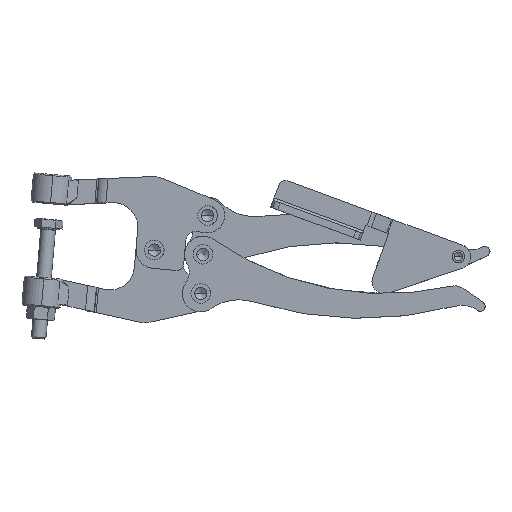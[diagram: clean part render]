
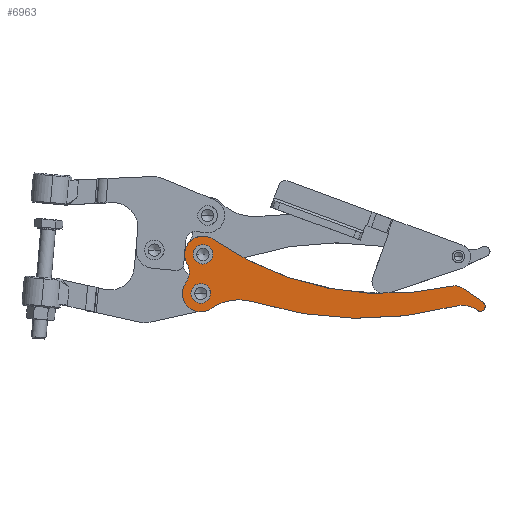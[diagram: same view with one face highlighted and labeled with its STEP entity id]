
A CAD part, top view. The second image highlights one B-rep face of the part: STEP entity #6963.
In plain terms, the highlighted planar face has unit normal (0, 0, 1).
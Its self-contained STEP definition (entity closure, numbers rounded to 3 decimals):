
#1240=CARTESIAN_POINT('',(-37.554,18.831,3.362));
#1241=VERTEX_POINT('',#1240);
#1250=CARTESIAN_POINT('',(-37.554,10.831,3.362));
#1251=VERTEX_POINT('',#1250);
#1252=CARTESIAN_POINT('',(-37.554,14.831,3.362));
#1253=DIRECTION('',(0.,0.,-1.0));
#1254=DIRECTION('',(0.981,-0.193,0.));
#1255=AXIS2_PLACEMENT_3D('',#1252,#1253,#1254);
#1256=CIRCLE('',#1255,4.0);
#1257=EDGE_CURVE('',#1251,#1241,#1256,.T.);
#1756=CARTESIAN_POINT('',(-38.452,2.848,3.362));
#1757=VERTEX_POINT('',#1756);
#1766=CARTESIAN_POINT('',(-38.452,-5.152,3.362));
#1767=VERTEX_POINT('',#1766);
#1768=CARTESIAN_POINT('',(-38.452,-1.152,3.362));
#1769=DIRECTION('',(0.,0.,-1.0));
#1770=DIRECTION('',(0.981,-0.193,0.));
#1771=AXIS2_PLACEMENT_3D('',#1768,#1769,#1770);
#1772=CIRCLE('',#1771,4.0);
#1773=EDGE_CURVE('',#1767,#1757,#1772,.T.);
#2288=CARTESIAN_POINT('',(77.182,-4.916,3.362));
#2289=VERTEX_POINT('',#2288);
#2305=CARTESIAN_POINT('',(77.105,-4.859,3.362));
#2306=VERTEX_POINT('',#2305);
#2313=CARTESIAN_POINT('',(75.96,-6.499,3.362));
#2314=DIRECTION('',(0.,0.,-1.));
#2315=DIRECTION('',(0.611,0.792,0.));
#2316=AXIS2_PLACEMENT_3D('',#2313,#2314,#2315);
#2317=CIRCLE('',#2316,2.0);
#2318=EDGE_CURVE('',#2306,#2289,#2317,.T.);
#3256=CARTESIAN_POINT('',(-45.025,15.485,3.362));
#3257=VERTEX_POINT('',#3256);
#6823=CARTESIAN_POINT('',(11.162,-0.323,3.362));
#6824=DIRECTION('',(0.0,0.0,1.0));
#6825=DIRECTION('',(0.996,-0.087,0.0));
#6826=AXIS2_PLACEMENT_3D('',#6823,#6824,#6825);
#6827=PLANE('',#6826);
#6828=ORIENTED_EDGE('',*,*,#2318,.F.);
#6829=CARTESIAN_POINT('',(68.906,0.866,3.362));
#6830=VERTEX_POINT('',#6829);
#6831=CARTESIAN_POINT('',(68.906,0.866,3.362));
#6832=DIRECTION('',(0.82,-0.573,0.));
#6833=VECTOR('',#6832,10.);
#6834=LINE('',#6831,#6833);
#6835=EDGE_CURVE('',#6830,#2306,#6834,.T.);
#6836=ORIENTED_EDGE('',*,*,#6835,.F.);
#6837=CARTESIAN_POINT('',(64.135,1.796,3.362));
#6838=VERTEX_POINT('',#6837);
#6839=CARTESIAN_POINT('',(65.471,-4.054,3.362));
#6840=DIRECTION('',(0.,0.,-1.));
#6841=DIRECTION('',(-0.573,-0.82,0.));
#6842=AXIS2_PLACEMENT_3D('',#6839,#6840,#6841);
#6843=CIRCLE('',#6842,6.);
#6844=EDGE_CURVE('',#6838,#6830,#6843,.T.);
#6845=ORIENTED_EDGE('',*,*,#6844,.F.);
#6846=CARTESIAN_POINT('',(-33.237,20.964,3.362));
#6847=VERTEX_POINT('',#6846);
#6848=CARTESIAN_POINT('',(36.976,120.734,3.362));
#6849=DIRECTION('',(0.,0.,1.0));
#6850=DIRECTION('',(-0.576,-0.818,0.));
#6851=AXIS2_PLACEMENT_3D('',#6848,#6849,#6850);
#6852=CIRCLE('',#6851,122.);
#6853=EDGE_CURVE('',#6847,#6838,#6852,.T.);
#6854=ORIENTED_EDGE('',*,*,#6853,.F.);
#6855=CARTESIAN_POINT('',(-37.554,14.831,3.362));
#6856=DIRECTION('',(0.,0.,-1.0));
#6857=DIRECTION('',(-0.576,-0.818,0.));
#6858=AXIS2_PLACEMENT_3D('',#6855,#6856,#6857);
#6859=CIRCLE('',#6858,7.5);
#6860=EDGE_CURVE('',#3257,#6847,#6859,.T.);
#6861=ORIENTED_EDGE('',*,*,#6860,.F.);
#6862=CARTESIAN_POINT('',(-44.111,11.191,3.362));
#6863=VERTEX_POINT('',#6862);
#6864=CARTESIAN_POINT('',(-37.554,14.831,3.362));
#6865=DIRECTION('',(0.,0.,-1.0));
#6866=DIRECTION('',(-0.576,-0.818,0.));
#6867=AXIS2_PLACEMENT_3D('',#6864,#6865,#6866);
#6868=CIRCLE('',#6867,7.5);
#6869=EDGE_CURVE('',#6863,#3257,#6868,.T.);
#6870=ORIENTED_EDGE('',*,*,#6869,.F.);
#6871=CARTESIAN_POINT('',(-44.561,3.2,3.362));
#6872=VERTEX_POINT('',#6871);
#6873=CARTESIAN_POINT('',(-50.669,7.552,3.362));
#6874=DIRECTION('',(0.,0.,1.));
#6875=DIRECTION('',(0.814,-0.58,0.));
#6876=AXIS2_PLACEMENT_3D('',#6873,#6874,#6875);
#6877=CIRCLE('',#6876,7.5);
#6878=EDGE_CURVE('',#6872,#6863,#6877,.T.);
#6879=ORIENTED_EDGE('',*,*,#6878,.F.);
#6880=CARTESIAN_POINT('',(-34.184,-7.319,3.362));
#6881=VERTEX_POINT('',#6880);
#6882=CARTESIAN_POINT('',(-38.452,-1.152,3.362));
#6883=DIRECTION('',(0.,0.,-1.0));
#6884=DIRECTION('',(0.814,-0.58,0.));
#6885=AXIS2_PLACEMENT_3D('',#6882,#6883,#6884);
#6886=CIRCLE('',#6885,7.5);
#6887=EDGE_CURVE('',#6881,#6872,#6886,.T.);
#6888=ORIENTED_EDGE('',*,*,#6887,.F.);
#6889=CARTESIAN_POINT('',(-16.883,-4.659,3.362));
#6890=VERTEX_POINT('',#6889);
#6891=CARTESIAN_POINT('',(-22.801,-23.763,3.362));
#6892=DIRECTION('',(0.,0.,1.0));
#6893=DIRECTION('',(0.296,0.955,0.));
#6894=AXIS2_PLACEMENT_3D('',#6891,#6892,#6893);
#6895=CIRCLE('',#6894,20.0);
#6896=EDGE_CURVE('',#6890,#6881,#6895,.T.);
#6897=ORIENTED_EDGE('',*,*,#6896,.F.);
#6898=CARTESIAN_POINT('',(66.059,-6.336,3.362));
#6899=VERTEX_POINT('',#6898);
#6900=CARTESIAN_POINT('',(27.502,138.624,3.362));
#6901=DIRECTION('',(0.,0.,-1.));
#6902=DIRECTION('',(0.296,0.955,0.));
#6903=AXIS2_PLACEMENT_3D('',#6900,#6901,#6902);
#6904=CIRCLE('',#6903,150.);
#6905=EDGE_CURVE('',#6899,#6890,#6904,.T.);
#6906=ORIENTED_EDGE('',*,*,#6905,.F.);
#6907=CARTESIAN_POINT('',(74.738,-8.083,3.362));
#6908=VERTEX_POINT('',#6907);
#6909=CARTESIAN_POINT('',(68.629,-16.,3.362));
#6910=DIRECTION('',(0.,0.,1.0));
#6911=DIRECTION('',(0.611,0.792,0.));
#6912=AXIS2_PLACEMENT_3D('',#6909,#6910,#6911);
#6913=CIRCLE('',#6912,10.0);
#6914=EDGE_CURVE('',#6908,#6899,#6913,.T.);
#6915=ORIENTED_EDGE('',*,*,#6914,.F.);
#6916=CARTESIAN_POINT('',(75.96,-6.499,3.362));
#6917=DIRECTION('',(0.,0.,-1.));
#6918=DIRECTION('',(0.611,0.792,0.));
#6919=AXIS2_PLACEMENT_3D('',#6916,#6917,#6918);
#6920=CIRCLE('',#6919,2.0);
#6921=EDGE_CURVE('',#2289,#6908,#6920,.T.);
#6922=ORIENTED_EDGE('',*,*,#6921,.F.);
#6923=EDGE_LOOP('',(#6828,#6836,#6845,#6854,#6861,#6870,#6879,#6888,#6897,#6906,#6915,#6922));
#6924=FACE_OUTER_BOUND('',#6923,.T.);
#6925=CARTESIAN_POINT('',(-33.629,14.058,3.362));
#6926=VERTEX_POINT('',#6925);
#6927=CARTESIAN_POINT('',(-37.554,14.831,3.362));
#6928=DIRECTION('',(0.,0.,-1.0));
#6929=DIRECTION('',(0.981,-0.193,0.));
#6930=AXIS2_PLACEMENT_3D('',#6927,#6928,#6929);
#6931=CIRCLE('',#6930,4.0);
#6932=EDGE_CURVE('',#6926,#1251,#6931,.T.);
#6933=ORIENTED_EDGE('',*,*,#6932,.T.);
#6934=ORIENTED_EDGE('',*,*,#1257,.T.);
#6935=CARTESIAN_POINT('',(-37.554,14.831,3.362));
#6936=DIRECTION('',(0.,0.,-1.0));
#6937=DIRECTION('',(0.981,-0.193,0.));
#6938=AXIS2_PLACEMENT_3D('',#6935,#6936,#6937);
#6939=CIRCLE('',#6938,4.0);
#6940=EDGE_CURVE('',#1241,#6926,#6939,.T.);
#6941=ORIENTED_EDGE('',*,*,#6940,.T.);
#6942=EDGE_LOOP('',(#6933,#6934,#6941));
#6943=FACE_BOUND('',#6942,.T.);
#6944=CARTESIAN_POINT('',(-34.528,-1.924,3.362));
#6945=VERTEX_POINT('',#6944);
#6946=CARTESIAN_POINT('',(-38.452,-1.152,3.362));
#6947=DIRECTION('',(0.,0.,-1.0));
#6948=DIRECTION('',(0.981,-0.193,0.));
#6949=AXIS2_PLACEMENT_3D('',#6946,#6947,#6948);
#6950=CIRCLE('',#6949,4.0);
#6951=EDGE_CURVE('',#6945,#1767,#6950,.T.);
#6952=ORIENTED_EDGE('',*,*,#6951,.T.);
#6953=ORIENTED_EDGE('',*,*,#1773,.T.);
#6954=CARTESIAN_POINT('',(-38.452,-1.152,3.362));
#6955=DIRECTION('',(0.,0.,-1.0));
#6956=DIRECTION('',(0.981,-0.193,0.));
#6957=AXIS2_PLACEMENT_3D('',#6954,#6955,#6956);
#6958=CIRCLE('',#6957,4.0);
#6959=EDGE_CURVE('',#1757,#6945,#6958,.T.);
#6960=ORIENTED_EDGE('',*,*,#6959,.T.);
#6961=EDGE_LOOP('',(#6952,#6953,#6960));
#6962=FACE_BOUND('',#6961,.T.);
#6963=ADVANCED_FACE('',(#6924,#6943,#6962),#6827,.T.);
